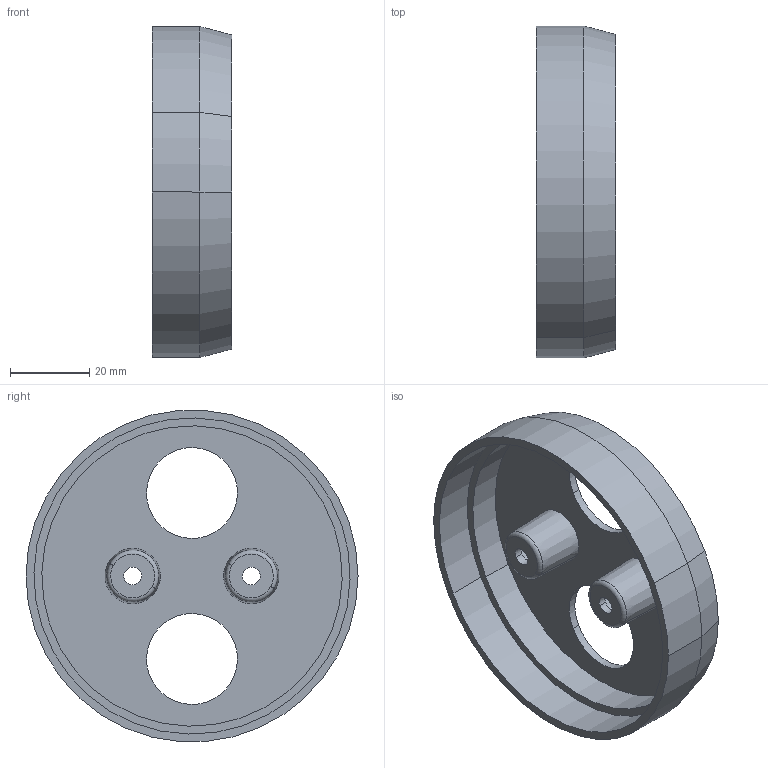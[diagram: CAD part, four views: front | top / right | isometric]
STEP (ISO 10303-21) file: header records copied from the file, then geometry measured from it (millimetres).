
FILE_DESCRIPTION(('CATIA V5 STEP Exchange'),'2;1');
FILE_NAME('FT0126679-000.stp','2019-11-28T16:21:52+00:00',('%USERNAME%'),('Faiveley Transport Amiens'),'CATIA Version 5-6 Release 2016 SP5','CATIA V5 STEP AP203','none');
FILE_SCHEMA(('CONFIG_CONTROL_DESIGN'));
Length unit declared in the file: millimetre
Products named in the file (1): FT0126679-000
Bounding box: 20 x 84 x 83.73 mm (x, y, z)
Volume: 22268.5 mm3; surface area: 20727.7 mm2
Topology: 1 solids, 1 shells, 40 faces, 88 edges, 56 vertices
Faces by surface type: cylinder 16, cone 12, plane 8, torus 4
Entity records: 1050 total; most frequent: ORIENTED_EDGE 176, CARTESIAN_POINT 170, DIRECTION 138, EDGE_CURVE 88, AXIS2_PLACEMENT_3D 86, CIRCLE 60, VERTEX_POINT 56, EDGE_LOOP 54
